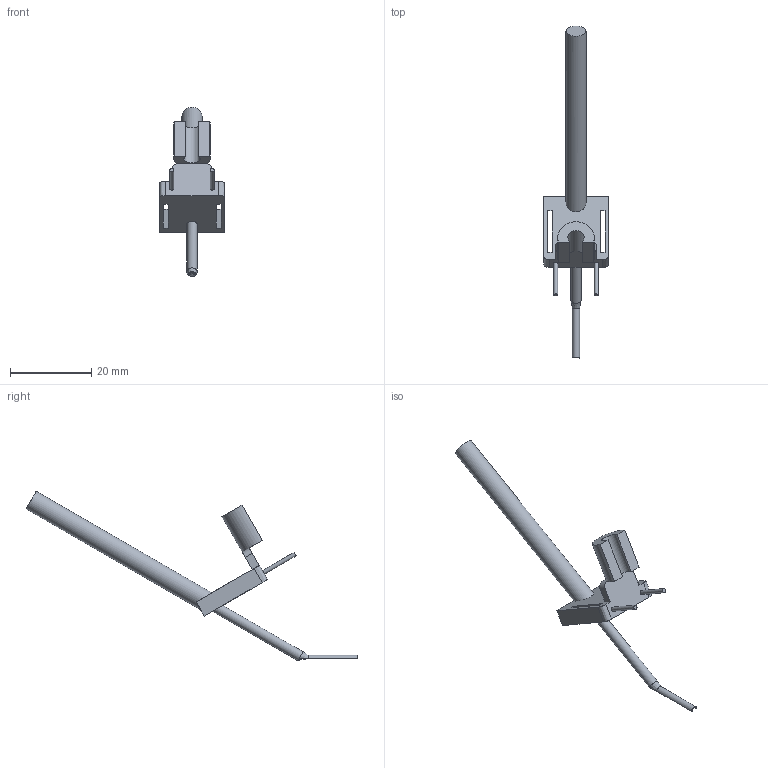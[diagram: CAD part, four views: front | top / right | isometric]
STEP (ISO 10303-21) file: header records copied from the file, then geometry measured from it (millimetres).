
FILE_DESCRIPTION(/* description */ (''),/* implementation_level */ '2;1');
FILE_NAME(/* name */ 'Placement tool.step',/* time_stamp */ '2024-06-14T15:47:56-07:00',/* author */ (''),/* organization */ (''),/* preprocessor_version */ 'ST-DEVELOPER v20',/* originating_system */ 'Autodesk Translation Framework v13.14.0.145',/* authorisation */ '');
FILE_SCHEMA (('AUTOMOTIVE_DESIGN { 1 0 10303 214 3 1 1 }'));
Length unit declared in the file: millimetre
Products named in the file (1): placement tool v5.6
Bounding box: 16 x 81.78 x 41.7 mm (x, y, z)
Volume: 2559.1 mm3; surface area: 2549.2 mm2
Topology: 1 solids, 1 shells, 46 faces, 120 edges, 79 vertices
Faces by surface type: plane 29, cylinder 10, bspline 6, cone 1
Full cylindrical faces by diameter (mm): 1 x2, 2.5 x1, 5 x1
Entity records: 1633 total; most frequent: CARTESIAN_POINT 460, ORIENTED_EDGE 240, DIRECTION 226, EDGE_CURVE 120, LINE 80, VECTOR 80, VERTEX_POINT 79, AXIS2_PLACEMENT_3D 73
